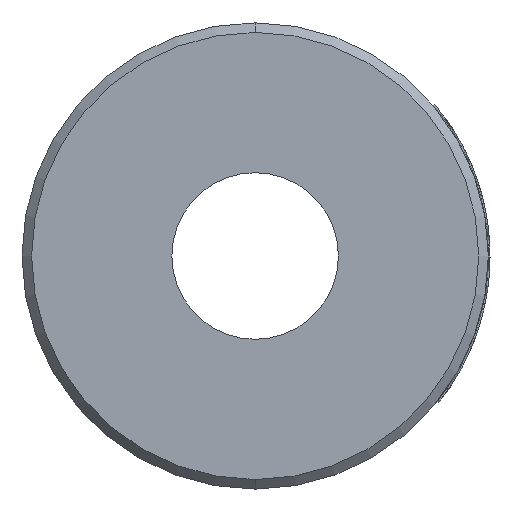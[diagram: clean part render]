
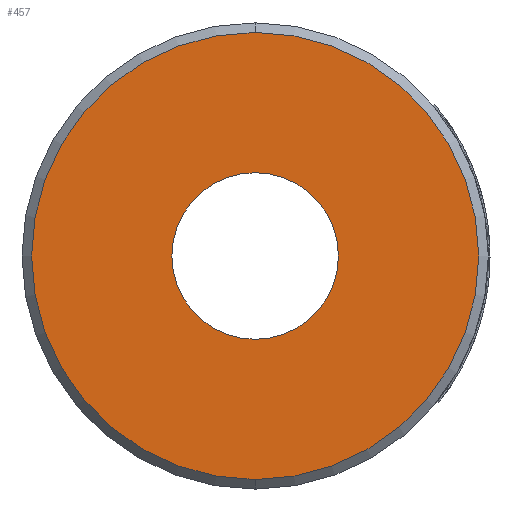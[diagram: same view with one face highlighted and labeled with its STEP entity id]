
A CAD part, front view. The second image highlights one B-rep face of the part: STEP entity #457.
In plain terms, the highlighted planar face has unit normal (0, -1, 0).
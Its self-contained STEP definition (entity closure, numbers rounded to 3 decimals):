
#12 = DIRECTION ( 'NONE',  ( 0., 0., 1. ) ) ;
#26 = AXIS2_PLACEMENT_3D ( 'NONE', #1280, #902, #1646 ) ;
#209 = ORIENTED_EDGE ( 'NONE', *, *, #1829, .T. ) ;
#241 = PLANE ( 'NONE',  #1141 ) ;
#311 = DIRECTION ( 'NONE',  ( 0., 0., 1. ) ) ;
#328 = CARTESIAN_POINT ( 'NONE',  ( 0., -0.75, 0. ) ) ;
#392 = EDGE_CURVE ( 'NONE', #2253, #1808, #1011, .T. ) ;
#457 = ADVANCED_FACE ( 'NONE', ( #1982, #987 ), #241, .F. ) ;
#506 = DIRECTION ( 'NONE',  ( 0., -1., 0. ) ) ;
#539 = EDGE_LOOP ( 'NONE', ( #2244, #1924 ) ) ;
#574 = CARTESIAN_POINT ( 'NONE',  ( 0., -0.75, 1.342 ) ) ;
#651 = CARTESIAN_POINT ( 'NONE',  ( 0., -0.75, 0. ) ) ;
#764 = CIRCLE ( 'NONE', #1244, 1.342 ) ;
#859 = EDGE_CURVE ( 'NONE', #1310, #1046, #764, .T. ) ;
#902 = DIRECTION ( 'NONE',  ( 0., 1., 0. ) ) ;
#973 = CARTESIAN_POINT ( 'NONE',  ( 0., -0.75, 0. ) ) ;
#987 = FACE_BOUND ( 'NONE', #1865, .T. ) ;
#995 = CARTESIAN_POINT ( 'NONE',  ( 0., -0.75, -0.5 ) ) ;
#1011 = CIRCLE ( 'NONE', #2396, 0.5 ) ;
#1046 = VERTEX_POINT ( 'NONE', #574 ) ;
#1108 = CIRCLE ( 'NONE', #26, 0.5 ) ;
#1141 = AXIS2_PLACEMENT_3D ( 'NONE', #1205, #2311, #1784 ) ;
#1196 = EDGE_CURVE ( 'NONE', #1046, #1310, #2003, .T. ) ;
#1205 = CARTESIAN_POINT ( 'NONE',  ( 0., -0.75, 0. ) ) ;
#1244 = AXIS2_PLACEMENT_3D ( 'NONE', #651, #506, #311 ) ;
#1280 = CARTESIAN_POINT ( 'NONE',  ( 0., -0.75, 0. ) ) ;
#1310 = VERTEX_POINT ( 'NONE', #2232 ) ;
#1646 = DIRECTION ( 'NONE',  ( 0., 0., 1. ) ) ;
#1784 = DIRECTION ( 'NONE',  ( 0., 0., 1. ) ) ;
#1808 = VERTEX_POINT ( 'NONE', #995 ) ;
#1814 = DIRECTION ( 'NONE',  ( 0., -1., 0. ) ) ;
#1829 = EDGE_CURVE ( 'NONE', #1808, #2253, #1108, .T. ) ;
#1865 = EDGE_LOOP ( 'NONE', ( #1976, #209 ) ) ;
#1924 = ORIENTED_EDGE ( 'NONE', *, *, #859, .T. ) ;
#1964 = AXIS2_PLACEMENT_3D ( 'NONE', #328, #1814, #2406 ) ;
#1976 = ORIENTED_EDGE ( 'NONE', *, *, #392, .T. ) ;
#1982 = FACE_OUTER_BOUND ( 'NONE', #539, .T. ) ;
#2003 = CIRCLE ( 'NONE', #1964, 1.342 ) ;
#2232 = CARTESIAN_POINT ( 'NONE',  ( 0., -0.75, -1.342 ) ) ;
#2244 = ORIENTED_EDGE ( 'NONE', *, *, #1196, .T. ) ;
#2253 = VERTEX_POINT ( 'NONE', #2413 ) ;
#2311 = DIRECTION ( 'NONE',  ( 0., 1., 0. ) ) ;
#2396 = AXIS2_PLACEMENT_3D ( 'NONE', #973, #2460, #12 ) ;
#2406 = DIRECTION ( 'NONE',  ( 0., 0., 1. ) ) ;
#2413 = CARTESIAN_POINT ( 'NONE',  ( 0., -0.75, 0.5 ) ) ;
#2460 = DIRECTION ( 'NONE',  ( 0., 1., 0. ) ) ;
